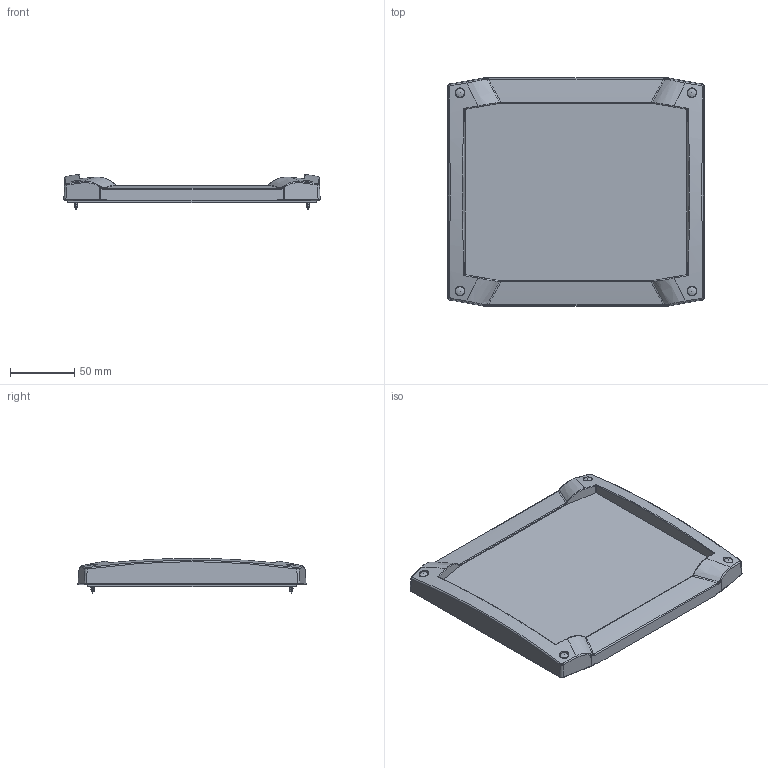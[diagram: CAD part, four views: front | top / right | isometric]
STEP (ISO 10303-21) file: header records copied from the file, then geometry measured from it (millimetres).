
FILE_DESCRIPTION(/* description */ (''),/* implementation_level */ '2;1');
FILE_NAME(/* name */ '20161435_BCD 160 CF-7035.stp',/* time_stamp */ '2016-10-26T14:32:51+02:00',/* author */ ('haertel'),/* organization */ (''),/* preprocessor_version */ 'ST-DEVELOPER v16.1',/* originating_system */ 'Autodesk Inventor 2016',/* authorisation */ '');
FILE_SCHEMA (('AUTOMOTIVE_DESIGN { 1 0 10303 214 3 1 1 }'));
Products named in the file (8): PART1; BCD160CF_3D; PART1_1; SHRZB2_9X16-_3DSYM; PART1_2; 1009250_3D; BCD 160 CF-DI; 20161424_BCD 160 CF-7024
Assembly tree (13 placements, depth 3):
  20161424_BCD 160 CF-7024
    BCD160CF_3D
      PART1
    SHRZB2_9X16-_3DSYM  x4
      PART1_1
    1009250_3D  x4
      PART1_2
    BCD 160 CF-DI
Bounding box: 199 x 177.1 x 27.33 mm (x, y, z)
Volume: 176049.9 mm3; surface area: 138951.1 mm2
Topology: 10 solids, 10 shells, 2353 faces, 6559 edges, 4243 vertices
Faces by surface type: plane 761, cylinder 750, bspline 608, torus 84, cone 76, sphere 74
Full cylindrical faces by diameter (mm): 2 x44, 5.6 x4, 6 x4
Entity records: 89768 total; most frequent: CARTESIAN_POINT 34595, ORIENTED_EDGE 11854, DIRECTION 11754, EDGE_CURVE 5927, AXIS2_PLACEMENT_3D 4649, VERTEX_POINT 3888, LINE 2456, VECTOR 2456
